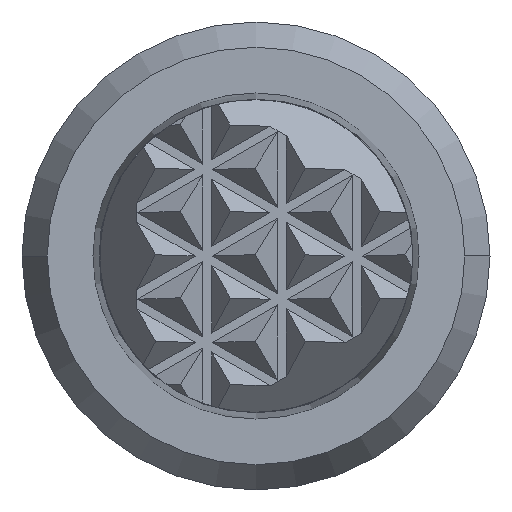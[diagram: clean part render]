
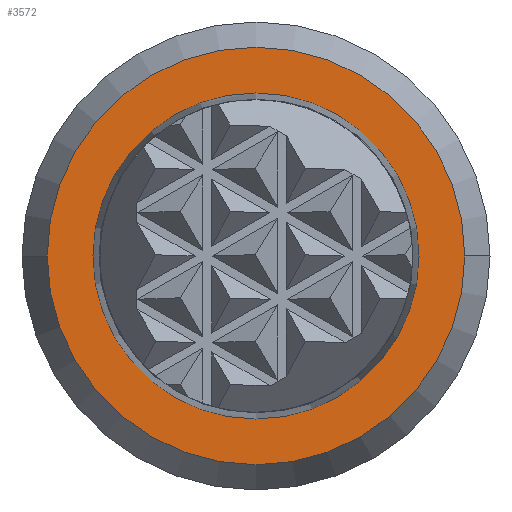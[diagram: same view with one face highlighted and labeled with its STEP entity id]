
A CAD part, left-side view. The second image highlights one B-rep face of the part: STEP entity #3572.
In plain terms, the highlighted planar face has unit normal (-1, 0, 0).
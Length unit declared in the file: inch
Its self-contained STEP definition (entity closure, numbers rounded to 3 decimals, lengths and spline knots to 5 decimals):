
#100 = ORIENTED_EDGE ( 'NONE', *, *, #1619, .F. ) ;
#158 = CIRCLE ( 'NONE', #1228, 0.01874 ) ;
#218 = VERTEX_POINT ( 'NONE', #410 ) ;
#266 = PLANE ( 'NONE',  #1956 ) ;
#333 = DIRECTION ( 'NONE',  ( 0., -1., 0. ) ) ;
#402 = AXIS2_PLACEMENT_3D ( 'NONE', #1762, #1345, #1321 ) ;
#410 = CARTESIAN_POINT ( 'NONE',  ( 0., 0., -0.01874 ) ) ;
#486 = AXIS2_PLACEMENT_3D ( 'NONE', #835, #844, #864 ) ;
#606 = ORIENTED_EDGE ( 'NONE', *, *, #1930, .F. ) ;
#609 = DIRECTION ( 'NONE',  ( -1., 0., 0. ) ) ;
#686 = ORIENTED_EDGE ( 'NONE', *, *, #2813, .F. ) ;
#835 = CARTESIAN_POINT ( 'NONE',  ( 0., 0., 0. ) ) ;
#844 = DIRECTION ( 'NONE',  ( -1., 0., 0. ) ) ;
#864 = DIRECTION ( 'NONE',  ( 0., -1., 0. ) ) ;
#1228 = AXIS2_PLACEMENT_3D ( 'NONE', #1296, #609, #333 ) ;
#1296 = CARTESIAN_POINT ( 'NONE',  ( 0., 0., 0. ) ) ;
#1321 = DIRECTION ( 'NONE',  ( 0., 1., 0. ) ) ;
#1345 = DIRECTION ( 'NONE',  ( 1., 0., 0. ) ) ;
#1548 = CARTESIAN_POINT ( 'NONE',  ( 0., 0.024, 0. ) ) ;
#1592 = ORIENTED_EDGE ( 'NONE', *, *, #3418, .F. ) ;
#1619 = EDGE_CURVE ( 'NONE', #2282, #1801, #2786, .T. ) ;
#1762 = CARTESIAN_POINT ( 'NONE',  ( 0., 0., 0. ) ) ;
#1801 = VERTEX_POINT ( 'NONE', #2361 ) ;
#1828 = DIRECTION ( 'NONE',  ( -1., 0., 0. ) ) ;
#1930 = EDGE_CURVE ( 'NONE', #2057, #218, #158, .T. ) ;
#1946 = CIRCLE ( 'NONE', #486, 0.01874 ) ;
#1956 = AXIS2_PLACEMENT_3D ( 'NONE', #1548, #1828, #2286 ) ;
#2057 = VERTEX_POINT ( 'NONE', #3122 ) ;
#2282 = VERTEX_POINT ( 'NONE', #3189 ) ;
#2286 = DIRECTION ( 'NONE',  ( 0., -1., 0. ) ) ;
#2361 = CARTESIAN_POINT ( 'NONE',  ( 0., -0.024, 0. ) ) ;
#2728 = CIRCLE ( 'NONE', #3266, 0.024 ) ;
#2786 = CIRCLE ( 'NONE', #402, 0.024 ) ;
#2813 = EDGE_CURVE ( 'NONE', #218, #2057, #1946, .T. ) ;
#3114 = EDGE_LOOP ( 'NONE', ( #686, #606 ) ) ;
#3122 = CARTESIAN_POINT ( 'NONE',  ( 0., 0., 0.01874 ) ) ;
#3189 = CARTESIAN_POINT ( 'NONE',  ( 0., 0.024, 0. ) ) ;
#3266 = AXIS2_PLACEMENT_3D ( 'NONE', #3461, #3449, #3438 ) ;
#3274 = EDGE_LOOP ( 'NONE', ( #100, #1592 ) ) ;
#3331 = FACE_BOUND ( 'NONE', #3114, .T. ) ;
#3404 = FACE_OUTER_BOUND ( 'NONE', #3274, .T. ) ;
#3418 = EDGE_CURVE ( 'NONE', #1801, #2282, #2728, .T. ) ;
#3438 = DIRECTION ( 'NONE',  ( 0., 1., 0. ) ) ;
#3449 = DIRECTION ( 'NONE',  ( 1., 0., 0. ) ) ;
#3461 = CARTESIAN_POINT ( 'NONE',  ( 0., 0., 0. ) ) ;
#3572 = ADVANCED_FACE ( 'NONE', ( #3331, #3404 ), #266, .T. ) ;
